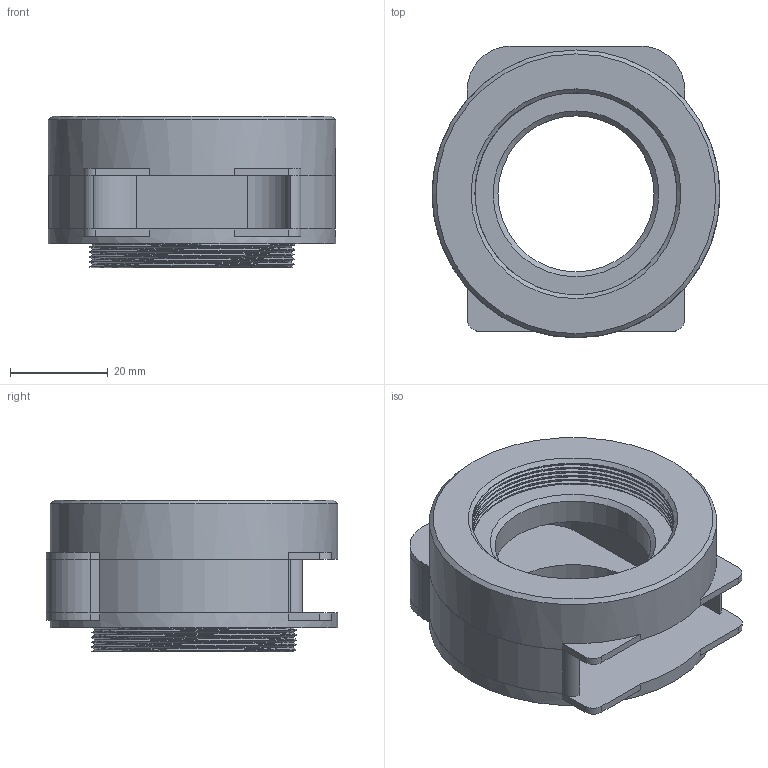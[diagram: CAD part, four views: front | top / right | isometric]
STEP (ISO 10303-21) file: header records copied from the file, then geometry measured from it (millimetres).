
FILE_DESCRIPTION(/* description */ (''),/* implementation_level */ '2;1');
FILE_NAME(/* name */ 'Filter-Adapter V6 M42 - NEX.step',/* time_stamp */ '2025-07-22T10:39:03+02:00',/* author */ (''),/* organization */ (''),/* preprocessor_version */ 'ST-DEVELOPER v20.1',/* originating_system */ 'Autodesk Translation Framework v14.10.0.0',/* authorisation */ '');
FILE_SCHEMA (('AUTOMOTIVE_DESIGN { 1 0 10303 214 3 1 1 }'));
Length unit declared in the file: millimetre
Products named in the file (1): 2025-07-06-20-31-25-348
Bounding box: 59 x 59.8 x 31.16 mm (x, y, z)
Volume: 35515.1 mm3; surface area: 20141.4 mm2
Topology: 3 solids, 3 shells, 113 faces, 288 edges, 191 vertices
Faces by surface type: cylinder 61, plane 45, bspline 4, cone 3
Full cylindrical faces by diameter (mm): 3 x12, 5.5 x4, 32 x1, 32.6 x1, 40.737 x4, 41.435 x4, 41.884 x4, 42.357 x5, 59 x2
Entity records: 6882 total; most frequent: CARTESIAN_POINT 4097, ORIENTED_EDGE 576, DIRECTION 550, EDGE_CURVE 288, AXIS2_PLACEMENT_3D 209, VERTEX_POINT 191, EDGE_LOOP 143, LINE 132
